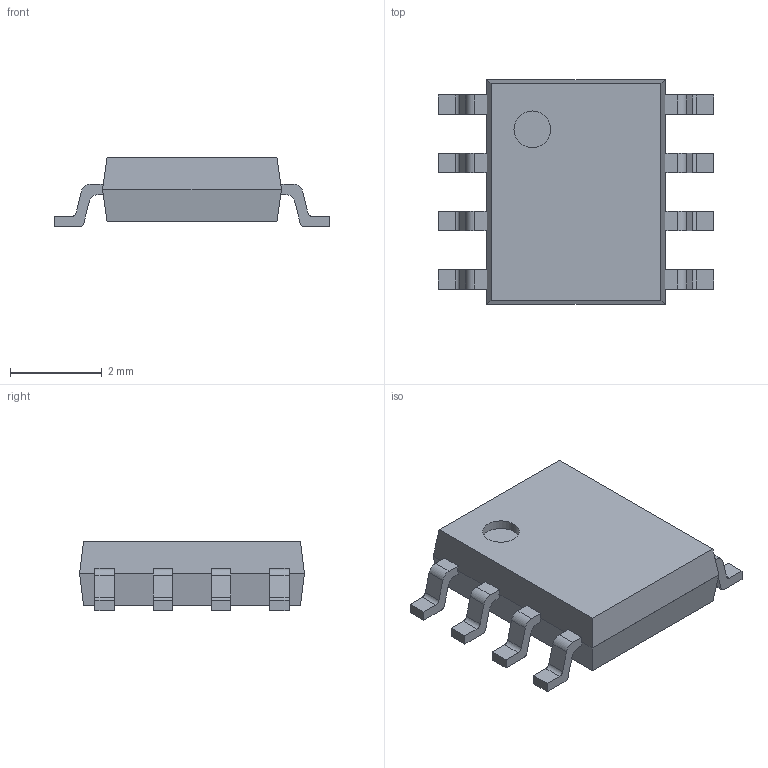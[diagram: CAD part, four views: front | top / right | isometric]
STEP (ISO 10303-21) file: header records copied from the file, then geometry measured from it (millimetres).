
FILE_DESCRIPTION(('FreeCAD Model'),'2;1');
FILE_NAME('Open CASCADE Shape Model','2022-06-20T11:48:14',('Author'),( ''),'Open CASCADE STEP processor 7.5','FreeCAD','Unknown');
FILE_SCHEMA(('AUTOMOTIVE_DESIGN { 1 0 10303 214 1 1 1 1 }'));
Length unit declared in the file: millimetre
Products named in the file (1): SOIC-8
Bounding box: 6 x 4.9 x 1.51 mm (x, y, z)
Volume: 26.7 mm3; surface area: 75.9 mm2
Topology: 1 solids, 1 shells, 128 faces, 371 edges, 246 vertices
Faces by surface type: plane 95, cylinder 33
Full cylindrical faces by diameter (mm): 0.8 x1
Entity records: 9734 total; most frequent: CARTESIAN_POINT 1814, DIRECTION 1276, LINE 853, VECTOR 853, ORIENTED_EDGE 742, PCURVE 742, DEFINITIONAL_REPRESENTATION 742, EDGE_CURVE 371
